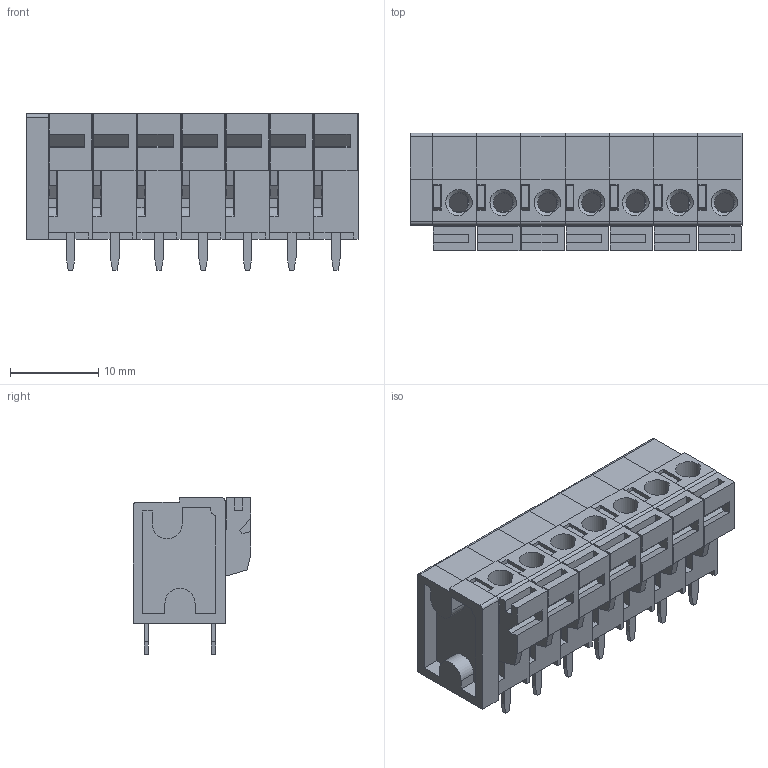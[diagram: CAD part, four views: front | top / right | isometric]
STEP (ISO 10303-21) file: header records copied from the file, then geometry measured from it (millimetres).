
FILE_DESCRIPTION( ( 'Unknown' ), '1' );
FILE_NAME( '691401700007B.stp', 'Unknown', ( 'Unknown' ), ( 'Unknown' ), 'PSStep 17.0.49', 'Unknown', ' ' );
FILE_SCHEMA( ( 'AUTOMOTIVE_DESIGN { 1 0 10303 214 1 1 1 1 }' ) );
Length unit declared in the file: millimetre
Products named in the file (7): 6914017000xx_MODULE; 6914017000xx; 6914017000xx_lame; 6914017000xx_Levier; Assem1; 6914017000xx_CAPOT
Assembly tree (12 placements, depth 3):
  Assem1
    6914017000xx_CAPOT
    6914017000xx_MODULE  x7
      6914017000xx
      6914017000xx
      6914017000xx_lame
      6914017000xx_Levier
Bounding box: 37.54 x 13.3 x 17.7 mm (x, y, z)
Volume: 3525.6 mm3; surface area: 10988.5 mm2
Topology: 29 solids, 29 shells, 1150 faces, 3075 edges, 2036 vertices
Faces by surface type: plane 939, cylinder 204, cone 7
Full cylindrical faces by diameter (mm): 1.1 x15, 1.7 x7, 1.8 x30, 2.25 x7, 2.6 x7
Entity records: 7421 total; most frequent: CARTESIAN_POINT 1025, ORIENTED_EDGE 968, DIRECTION 963, EDGE_CURVE 484, LINE 411, VECTOR 411, VERTEX_POINT 328, AXIS2_PLACEMENT_3D 276
